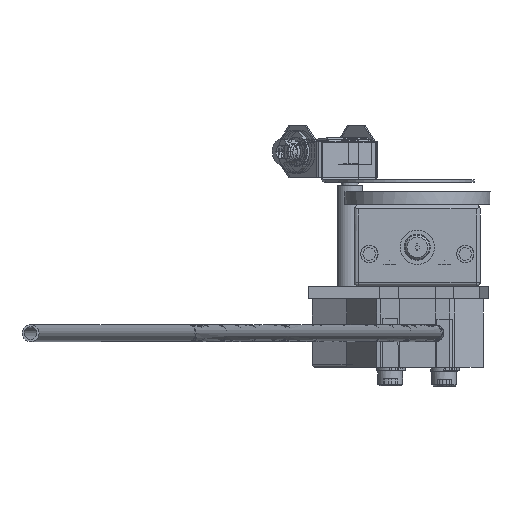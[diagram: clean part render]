
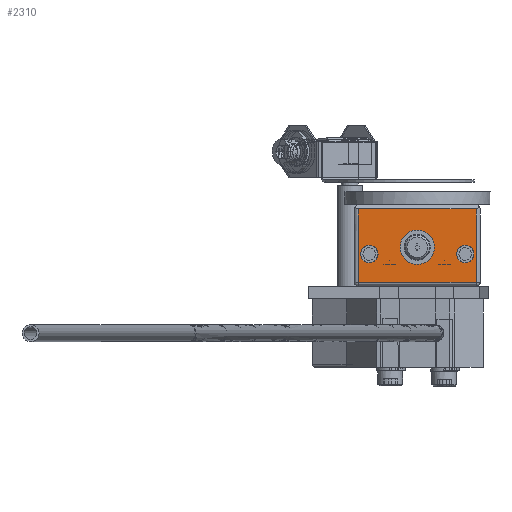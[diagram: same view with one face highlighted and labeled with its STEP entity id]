
A CAD part, left-side view. The second image highlights one B-rep face of the part: STEP entity #2310.
In plain terms, the highlighted planar face has unit normal (-1, 0, 0).
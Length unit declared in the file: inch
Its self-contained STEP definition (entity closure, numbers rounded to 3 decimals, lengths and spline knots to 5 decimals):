
#486=LINE('',#8455,#950);
#487=LINE('',#8458,#951);
#488=LINE('',#8460,#952);
#489=LINE('',#8462,#953);
#950=VECTOR('',#6844,1.);
#951=VECTOR('',#6845,1.);
#952=VECTOR('',#6846,1.);
#953=VECTOR('',#6847,1.);
#2105=PLANE('',#6221);
#2310=ADVANCED_FACE('',(#2718,#2719,#2720,#2721),#2105,.T.);
#2718=FACE_BOUND('',#2879,.T.);
#2719=FACE_BOUND('',#2880,.T.);
#2720=FACE_BOUND('',#2881,.T.);
#2721=FACE_BOUND('',#2882,.T.);
#2879=EDGE_LOOP('',(#3290));
#2880=EDGE_LOOP('',(#3291));
#2881=EDGE_LOOP('',(#3292));
#2882=EDGE_LOOP('',(#3293,#3294,#3295,#3296));
#3290=ORIENTED_EDGE('',*,*,#5253,.F.);
#3291=ORIENTED_EDGE('',*,*,#5254,.T.);
#3292=ORIENTED_EDGE('',*,*,#5255,.T.);
#3293=ORIENTED_EDGE('',*,*,#5256,.T.);
#3294=ORIENTED_EDGE('',*,*,#5257,.T.);
#3295=ORIENTED_EDGE('',*,*,#5258,.T.);
#3296=ORIENTED_EDGE('',*,*,#5259,.T.);
#4758=VERTEX_POINT('',#8450);
#4759=VERTEX_POINT('',#8452);
#4760=VERTEX_POINT('',#8454);
#4761=VERTEX_POINT('',#8456);
#4762=VERTEX_POINT('',#8457);
#4763=VERTEX_POINT('',#8459);
#4764=VERTEX_POINT('',#8461);
#5253=EDGE_CURVE('',#4758,#4758,#5978,.T.);
#5254=EDGE_CURVE('',#4759,#4759,#5979,.T.);
#5255=EDGE_CURVE('',#4760,#4760,#5980,.T.);
#5256=EDGE_CURVE('',#4761,#4762,#486,.T.);
#5257=EDGE_CURVE('',#4762,#4763,#487,.T.);
#5258=EDGE_CURVE('',#4763,#4764,#488,.T.);
#5259=EDGE_CURVE('',#4764,#4761,#489,.T.);
#5978=CIRCLE('',#6218,0.125);
#5979=CIRCLE('',#6219,0.064);
#5980=CIRCLE('',#6220,0.064);
#6218=AXIS2_PLACEMENT_3D('',#8449,#6838,#6839);
#6219=AXIS2_PLACEMENT_3D('',#8451,#6840,#6841);
#6220=AXIS2_PLACEMENT_3D('',#8453,#6842,#6843);
#6221=AXIS2_PLACEMENT_3D('',#8463,#6848,#6849);
#6838=DIRECTION('',(-1.,0.,0.));
#6839=DIRECTION('',(0.,0.,1.));
#6840=DIRECTION('',(1.,0.,0.));
#6841=DIRECTION('',(0.,0.,-1.));
#6842=DIRECTION('',(1.,0.,0.));
#6843=DIRECTION('',(0.,0.,-1.));
#6844=DIRECTION('',(0.,-1.,0.));
#6845=DIRECTION('',(0.,0.,1.));
#6846=DIRECTION('',(0.,1.,0.));
#6847=DIRECTION('',(0.,0.,-1.));
#6848=DIRECTION('',(-1.,0.,0.));
#6849=DIRECTION('',(0.,0.,1.));
#8449=CARTESIAN_POINT('',(0.,0.46,0.287));
#8450=CARTESIAN_POINT('',(0.,0.46,0.412));
#8451=CARTESIAN_POINT('',(0.,0.80964,0.237));
#8452=CARTESIAN_POINT('',(0.,0.80964,0.173));
#8453=CARTESIAN_POINT('',(0.,0.11,0.237));
#8454=CARTESIAN_POINT('',(0.,0.11,0.173));
#8455=CARTESIAN_POINT('',(0.,0.,0.03));
#8456=CARTESIAN_POINT('',(0.,0.89,0.03));
#8457=CARTESIAN_POINT('',(0.,0.03,0.03));
#8458=CARTESIAN_POINT('',(0.,0.03,0.6));
#8459=CARTESIAN_POINT('',(0.,0.03,0.56536));
#8460=CARTESIAN_POINT('',(0.,0.92,0.56536));
#8461=CARTESIAN_POINT('',(0.,0.89,0.56536));
#8462=CARTESIAN_POINT('',(0.,0.89,0.6));
#8463=CARTESIAN_POINT('',(0.,0.,0.6));
